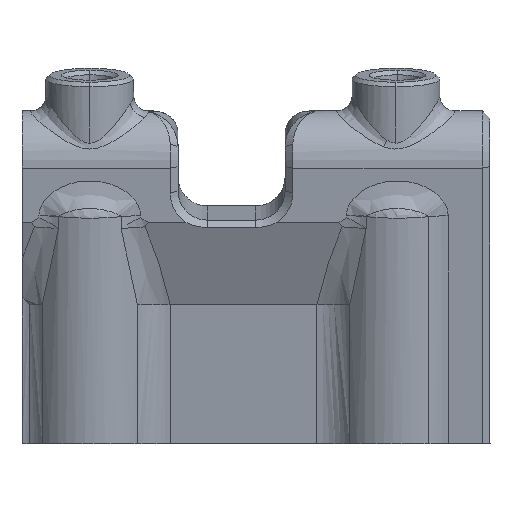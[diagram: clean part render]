
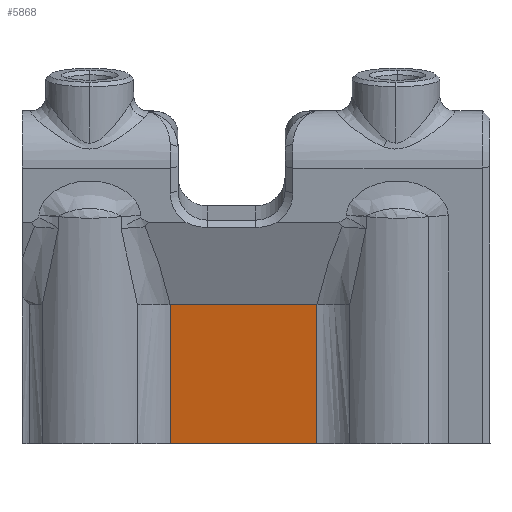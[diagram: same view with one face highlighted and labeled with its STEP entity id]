
A CAD part, left-side view. The second image highlights one B-rep face of the part: STEP entity #5868.
In plain terms, the highlighted planar face has unit normal (-0.985, 0, -0.174).
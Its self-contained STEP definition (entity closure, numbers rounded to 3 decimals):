
#169 = ORIENTED_EDGE ( 'NONE', *, *, #5942, .T. ) ;
#666 = CARTESIAN_POINT ( 'NONE',  ( 33.375, 41.656, -10.325 ) ) ;
#843 = CARTESIAN_POINT ( 'NONE',  ( 28.99, 0., 14.541 ) ) ;
#1460 = CARTESIAN_POINT ( 'NONE',  ( 27.733, 37.257, 21.67 ) ) ;
#1563 = DIRECTION ( 'NONE',  ( -0.174, 0., 0.985 ) ) ;
#1865 = DIRECTION ( 'NONE',  ( 0.174, 0., -0.985 ) ) ;
#1943 = DIRECTION ( 'NONE',  ( 0., -1., 0. ) ) ;
#3006 = VERTEX_POINT ( 'NONE', #12212 ) ;
#3093 = LINE ( 'NONE', #4197, #9542 ) ;
#3398 = LINE ( 'NONE', #1460, #11050 ) ;
#3837 = CARTESIAN_POINT ( 'NONE',  ( 28.99, 41.656, 14.541 ) ) ;
#4048 = VERTEX_POINT ( 'NONE', #3837 ) ;
#4197 = CARTESIAN_POINT ( 'NONE',  ( 33.375, 34.13, -10.325 ) ) ;
#4281 = EDGE_CURVE ( 'NONE', #4048, #10412, #12449, .T. ) ;
#4527 = CARTESIAN_POINT ( 'NONE',  ( 28.99, 34.13, 14.541 ) ) ;
#4979 = EDGE_LOOP ( 'NONE', ( #169, #5916, #5414, #12527 ) ) ;
#5414 = ORIENTED_EDGE ( 'NONE', *, *, #6879, .F. ) ;
#5806 = EDGE_CURVE ( 'NONE', #6189, #3006, #3398, .T. ) ;
#5862 = CARTESIAN_POINT ( 'NONE',  ( 33.375, 0., -10.325 ) ) ;
#5868 = ADVANCED_FACE ( 'NONE', ( #5928 ), #9099, .F. ) ;
#5916 = ORIENTED_EDGE ( 'NONE', *, *, #5806, .T. ) ;
#5928 = FACE_OUTER_BOUND ( 'NONE', #4979, .T. ) ;
#5942 = EDGE_CURVE ( 'NONE', #10412, #6189, #3093, .T. ) ;
#6189 = VERTEX_POINT ( 'NONE', #7825 ) ;
#6879 = EDGE_CURVE ( 'NONE', #4048, #3006, #10083, .T. ) ;
#6882 = VECTOR ( 'NONE', #1563, 1000. ) ;
#7549 = VECTOR ( 'NONE', #1943, 1000. ) ;
#7825 = CARTESIAN_POINT ( 'NONE',  ( 27.733, 34.13, 21.67 ) ) ;
#9099 = PLANE ( 'NONE',  #13454 ) ;
#9165 = DIRECTION ( 'NONE',  ( 0., 1., 0. ) ) ;
#9542 = VECTOR ( 'NONE', #12569, 1000. ) ;
#10083 = LINE ( 'NONE', #666, #6882 ) ;
#10412 = VERTEX_POINT ( 'NONE', #4527 ) ;
#11050 = VECTOR ( 'NONE', #9165, 1000. ) ;
#11075 = DIRECTION ( 'NONE',  ( 0.985, 0., 0.174 ) ) ;
#12212 = CARTESIAN_POINT ( 'NONE',  ( 27.733, 41.656, 21.67 ) ) ;
#12449 = LINE ( 'NONE', #843, #7549 ) ;
#12527 = ORIENTED_EDGE ( 'NONE', *, *, #4281, .T. ) ;
#12569 = DIRECTION ( 'NONE',  ( -0.174, 0., 0.985 ) ) ;
#13454 = AXIS2_PLACEMENT_3D ( 'NONE', #5862, #11075, #1865 ) ;
